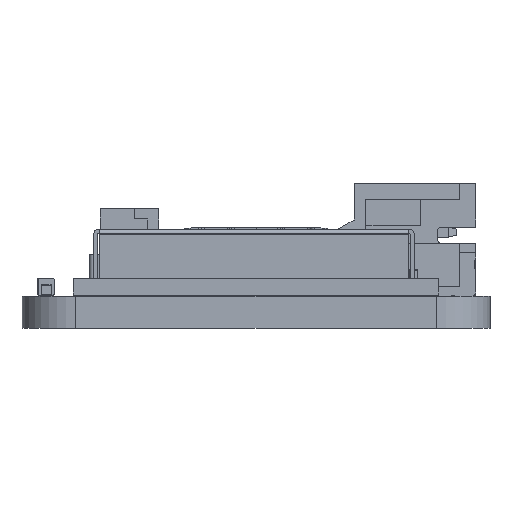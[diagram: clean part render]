
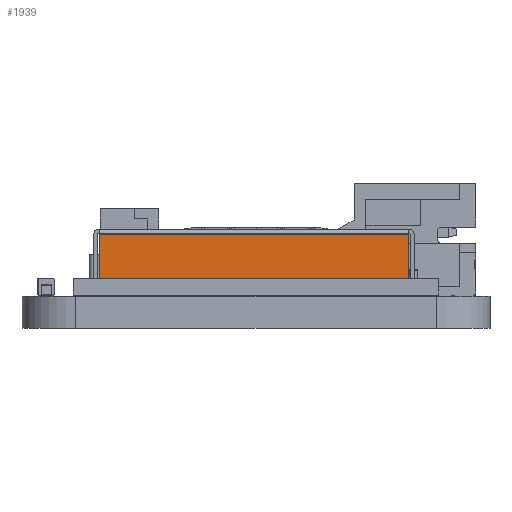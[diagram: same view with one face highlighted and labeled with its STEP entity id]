
A CAD part, front view. The second image highlights one B-rep face of the part: STEP entity #1939.
In plain terms, the highlighted face is planar.
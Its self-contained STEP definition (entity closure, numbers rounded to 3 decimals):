
#1402 = EDGE_CURVE('',#1403,#1405,#1407,.T.);
#1403 = VERTEX_POINT('',#1404);
#1404 = CARTESIAN_POINT('',(7.729,2.999,-5.9));
#1405 = VERTEX_POINT('',#1406);
#1406 = CARTESIAN_POINT('',(7.729,0.8,-5.9));
#1407 = LINE('',#1408,#1409);
#1408 = CARTESIAN_POINT('',(7.729,30.152,-5.9));
#1409 = VECTOR('',#1410,1.);
#1410 = DIRECTION('',(0.,-1.,0.));
#1477 = VERTEX_POINT('',#1478);
#1478 = CARTESIAN_POINT('',(-7.529,0.8,-5.9));
#1484 = EDGE_CURVE('',#1405,#1477,#1485,.T.);
#1485 = LINE('',#1486,#1487);
#1486 = CARTESIAN_POINT('',(-7.8,0.8,-5.9));
#1487 = VECTOR('',#1488,1.);
#1488 = DIRECTION('',(-1.,-0.,-0.));
#1541 = VERTEX_POINT('',#1542);
#1542 = CARTESIAN_POINT('',(-7.529,2.999,-5.9));
#1549 = EDGE_CURVE('',#1477,#1541,#1550,.T.);
#1550 = LINE('',#1551,#1552);
#1551 = CARTESIAN_POINT('',(-7.529,30.152,-5.9));
#1552 = VECTOR('',#1553,1.);
#1553 = DIRECTION('',(0.,1.,0.));
#1939 = ADVANCED_FACE('',(#1940),#1951,.F.);
#1940 = FACE_BOUND('',#1941,.T.);
#1941 = EDGE_LOOP('',(#1942,#1943,#1949,#1950));
#1942 = ORIENTED_EDGE('',*,*,#1549,.T.);
#1943 = ORIENTED_EDGE('',*,*,#1944,.T.);
#1944 = EDGE_CURVE('',#1541,#1403,#1945,.T.);
#1945 = LINE('',#1946,#1947);
#1946 = CARTESIAN_POINT('',(-7.8,2.999,-5.9));
#1947 = VECTOR('',#1948,1.);
#1948 = DIRECTION('',(1.,0.,-0.));
#1949 = ORIENTED_EDGE('',*,*,#1402,.T.);
#1950 = ORIENTED_EDGE('',*,*,#1484,.T.);
#1951 = PLANE('',#1952);
#1952 = AXIS2_PLACEMENT_3D('',#1953,#1954,#1955);
#1953 = CARTESIAN_POINT('',(-7.8,30.152,-5.9));
#1954 = DIRECTION('',(0.,0.,1.));
#1955 = DIRECTION('',(1.,0.,-0.));
